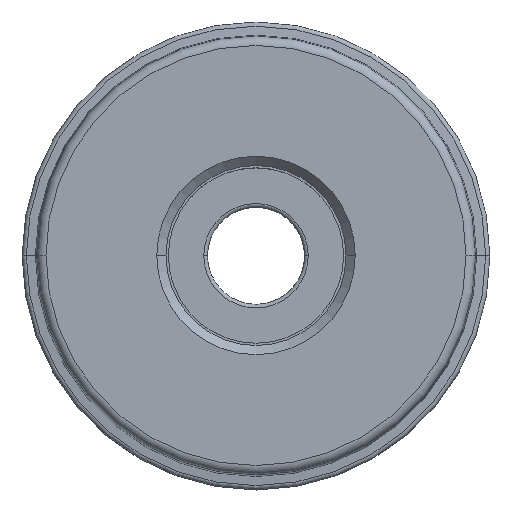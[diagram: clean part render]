
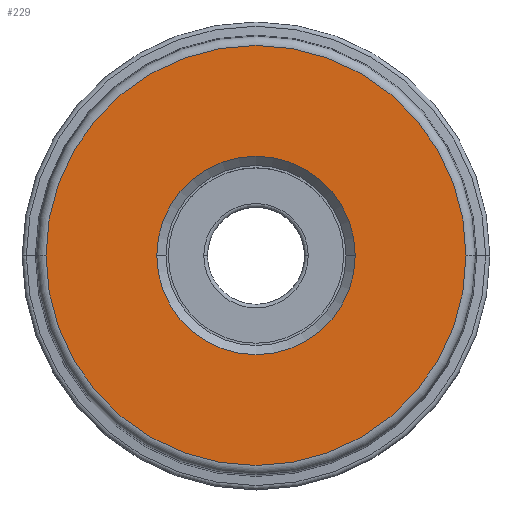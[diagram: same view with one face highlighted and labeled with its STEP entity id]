
A CAD part, top view. The second image highlights one B-rep face of the part: STEP entity #229.
In plain terms, the highlighted planar face has unit normal (0, 0, 1).
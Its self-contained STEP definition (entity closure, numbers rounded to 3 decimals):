
#229=ADVANCED_FACE('',(#296,#297),#289,.F.);
#289=PLANE('',#1510);
#296=FACE_BOUND('',#334,.T.);
#297=FACE_BOUND('',#335,.T.);
#334=EDGE_LOOP('',(#510,#511));
#335=EDGE_LOOP('',(#512,#513));
#510=ORIENTED_EDGE('',*,*,#914,.T.);
#511=ORIENTED_EDGE('',*,*,#915,.T.);
#512=ORIENTED_EDGE('',*,*,#916,.T.);
#513=ORIENTED_EDGE('',*,*,#917,.T.);
#788=VERTEX_POINT('',#2367);
#789=VERTEX_POINT('',#2368);
#790=VERTEX_POINT('',#2371);
#791=VERTEX_POINT('',#2372);
#914=EDGE_CURVE('',#788,#789,#1092,.T.);
#915=EDGE_CURVE('',#789,#788,#1093,.T.);
#916=EDGE_CURVE('',#790,#791,#1094,.T.);
#917=EDGE_CURVE('',#791,#790,#1095,.T.);
#1092=CIRCLE('',#1506,22.813);
#1093=CIRCLE('',#1507,22.813);
#1094=CIRCLE('',#1508,10.775);
#1095=CIRCLE('',#1509,10.775);
#1506=AXIS2_PLACEMENT_3D('',#2366,#1851,#1852);
#1507=AXIS2_PLACEMENT_3D('',#2369,#1853,#1854);
#1508=AXIS2_PLACEMENT_3D('',#2370,#1855,#1856);
#1509=AXIS2_PLACEMENT_3D('',#2373,#1857,#1858);
#1510=AXIS2_PLACEMENT_3D('',#2374,#1859,#1860);
#1851=DIRECTION('',(0.,0.,1.));
#1852=DIRECTION('',(1.,0.,0.));
#1853=DIRECTION('',(0.,0.,1.));
#1854=DIRECTION('',(-1.,0.,0.));
#1855=DIRECTION('',(0.,0.,-1.));
#1856=DIRECTION('',(-1.,0.,0.));
#1857=DIRECTION('',(0.,0.,-1.));
#1858=DIRECTION('',(1.,0.,0.));
#1859=DIRECTION('',(0.,0.,-1.));
#1860=DIRECTION('',(1.,0.,0.));
#2366=CARTESIAN_POINT('',(0.,0.,0.));
#2367=CARTESIAN_POINT('',(22.813,0.,0.));
#2368=CARTESIAN_POINT('',(-22.813,0.,0.));
#2369=CARTESIAN_POINT('',(0.,0.,0.));
#2370=CARTESIAN_POINT('',(0.,0.,0.));
#2371=CARTESIAN_POINT('',(-10.775,0.,0.));
#2372=CARTESIAN_POINT('',(10.775,0.,0.));
#2373=CARTESIAN_POINT('',(0.,0.,0.));
#2374=CARTESIAN_POINT('',(0.,0.,0.));
